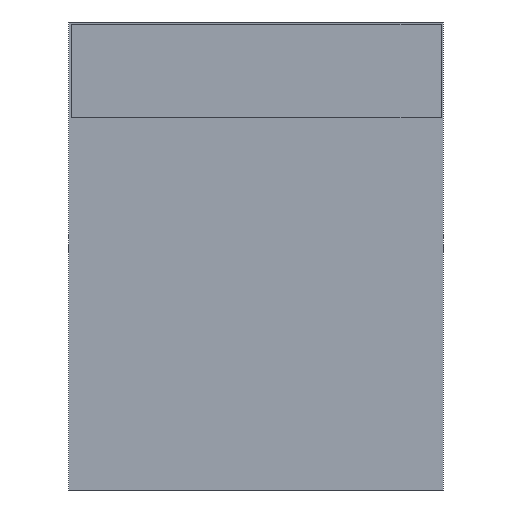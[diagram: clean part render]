
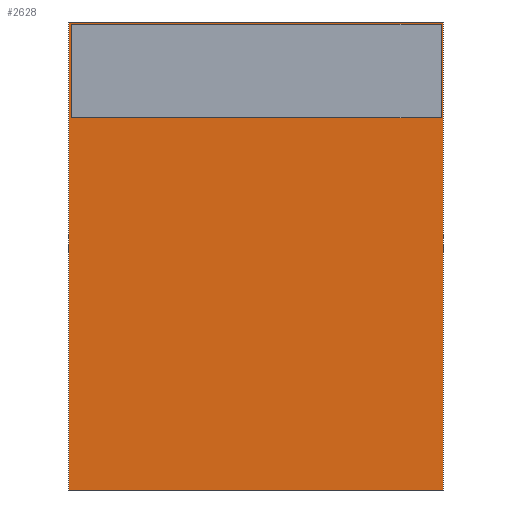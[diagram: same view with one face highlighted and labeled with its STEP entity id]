
A CAD part, front view. The second image highlights one B-rep face of the part: STEP entity #2628.
In plain terms, the highlighted planar face has unit normal (0, -1, 0).
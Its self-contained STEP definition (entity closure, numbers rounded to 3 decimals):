
#28 = ORIENTED_EDGE ( 'NONE', *, *, #4126, .F. ) ;
#191 = VERTEX_POINT ( 'NONE', #5722 ) ;
#366 = CARTESIAN_POINT ( 'NONE',  ( 5.08, 0., 0. ) ) ;
#465 = ORIENTED_EDGE ( 'NONE', *, *, #8213, .F. ) ;
#472 = LINE ( 'NONE', #6080, #6476 ) ;
#475 = VECTOR ( 'NONE', #3640, 1000. ) ;
#516 = LINE ( 'NONE', #5572, #7324 ) ;
#665 = FACE_BOUND ( 'NONE', #7379, .T. ) ;
#696 = VERTEX_POINT ( 'NONE', #5146 ) ;
#712 = VERTEX_POINT ( 'NONE', #1705 ) ;
#1083 = VECTOR ( 'NONE', #1102, 1000. ) ;
#1102 = DIRECTION ( 'NONE',  ( -1., 0., 0. ) ) ;
#1111 = LINE ( 'NONE', #7592, #475 ) ;
#1195 = CARTESIAN_POINT ( 'NONE',  ( -5.08, 0., 0. ) ) ;
#1212 = VECTOR ( 'NONE', #4328, 1000. ) ;
#1227 = DIRECTION ( 'NONE',  ( 0., 0., 1. ) ) ;
#1705 = CARTESIAN_POINT ( 'NONE',  ( 5.023, 0., -0.06 ) ) ;
#1732 = LINE ( 'NONE', #8270, #1212 ) ;
#2189 = VERTEX_POINT ( 'NONE', #7922 ) ;
#2248 = CARTESIAN_POINT ( 'NONE',  ( -5.014, 0., -0.06 ) ) ;
#2326 = EDGE_CURVE ( 'NONE', #696, #712, #472, .T. ) ;
#2569 = VERTEX_POINT ( 'NONE', #1195 ) ;
#2628 = ADVANCED_FACE ( 'NONE', ( #4473, #665 ), #5929, .F. ) ;
#2630 = ORIENTED_EDGE ( 'NONE', *, *, #6420, .F. ) ;
#2648 = CARTESIAN_POINT ( 'NONE',  ( 0., 0., 0. ) ) ;
#2885 = EDGE_CURVE ( 'NONE', #712, #2189, #8284, .T. ) ;
#2991 = CARTESIAN_POINT ( 'NONE',  ( -5.08, 0., -12.7 ) ) ;
#3006 = ORIENTED_EDGE ( 'NONE', *, *, #5202, .F. ) ;
#3332 = DIRECTION ( 'NONE',  ( 0., 1., 0. ) ) ;
#3333 = CARTESIAN_POINT ( 'NONE',  ( -5.08, 0., -12.7 ) ) ;
#3602 = DIRECTION ( 'NONE',  ( 1., 0., 0. ) ) ;
#3640 = DIRECTION ( 'NONE',  ( 0., 0., -1. ) ) ;
#3792 = ORIENTED_EDGE ( 'NONE', *, *, #2885, .F. ) ;
#4037 = EDGE_CURVE ( 'NONE', #2189, #191, #1111, .T. ) ;
#4126 = EDGE_CURVE ( 'NONE', #4658, #7159, #1732, .T. ) ;
#4195 = VECTOR ( 'NONE', #6554, 1000. ) ;
#4328 = DIRECTION ( 'NONE',  ( 0., 0., -1. ) ) ;
#4473 = FACE_OUTER_BOUND ( 'NONE', #7977, .T. ) ;
#4625 = DIRECTION ( 'NONE',  ( 0., 0., 1. ) ) ;
#4658 = VERTEX_POINT ( 'NONE', #366 ) ;
#4926 = EDGE_CURVE ( 'NONE', #6519, #2569, #6660, .T. ) ;
#5146 = CARTESIAN_POINT ( 'NONE',  ( 5.023, 0., -2.6 ) ) ;
#5202 = EDGE_CURVE ( 'NONE', #7159, #6519, #6109, .T. ) ;
#5507 = VECTOR ( 'NONE', #1227, 1000. ) ;
#5572 = CARTESIAN_POINT ( 'NONE',  ( -5.08, 0., 0. ) ) ;
#5714 = VECTOR ( 'NONE', #7547, 1000. ) ;
#5722 = CARTESIAN_POINT ( 'NONE',  ( -5.014, 0., -2.6 ) ) ;
#5843 = CARTESIAN_POINT ( 'NONE',  ( -5.014, 0., -2.6 ) ) ;
#5929 = PLANE ( 'NONE',  #6627 ) ;
#6059 = ORIENTED_EDGE ( 'NONE', *, *, #4037, .F. ) ;
#6080 = CARTESIAN_POINT ( 'NONE',  ( 5.023, 0., -2.6 ) ) ;
#6109 = LINE ( 'NONE', #2991, #1083 ) ;
#6420 = EDGE_CURVE ( 'NONE', #2569, #4658, #516, .T. ) ;
#6472 = CARTESIAN_POINT ( 'NONE',  ( -5.08, 0., -12.7 ) ) ;
#6476 = VECTOR ( 'NONE', #6736, 1000. ) ;
#6519 = VERTEX_POINT ( 'NONE', #3333 ) ;
#6554 = DIRECTION ( 'NONE',  ( 1., 0., 0. ) ) ;
#6598 = LINE ( 'NONE', #5843, #4195 ) ;
#6627 = AXIS2_PLACEMENT_3D ( 'NONE', #2648, #3332, #4625 ) ;
#6649 = ORIENTED_EDGE ( 'NONE', *, *, #4926, .F. ) ;
#6660 = LINE ( 'NONE', #6472, #5507 ) ;
#6736 = DIRECTION ( 'NONE',  ( 0., 0., 1. ) ) ;
#7159 = VERTEX_POINT ( 'NONE', #7739 ) ;
#7324 = VECTOR ( 'NONE', #3602, 1000. ) ;
#7379 = EDGE_LOOP ( 'NONE', ( #6059, #3792, #7405, #465 ) ) ;
#7405 = ORIENTED_EDGE ( 'NONE', *, *, #2326, .F. ) ;
#7547 = DIRECTION ( 'NONE',  ( -1., 0., 0. ) ) ;
#7592 = CARTESIAN_POINT ( 'NONE',  ( -5.014, 0., -2.6 ) ) ;
#7739 = CARTESIAN_POINT ( 'NONE',  ( 5.08, 0., -12.7 ) ) ;
#7922 = CARTESIAN_POINT ( 'NONE',  ( -5.014, 0., -0.06 ) ) ;
#7977 = EDGE_LOOP ( 'NONE', ( #6649, #3006, #28, #2630 ) ) ;
#8213 = EDGE_CURVE ( 'NONE', #191, #696, #6598, .T. ) ;
#8270 = CARTESIAN_POINT ( 'NONE',  ( 5.08, 0., -12.7 ) ) ;
#8284 = LINE ( 'NONE', #2248, #5714 ) ;
